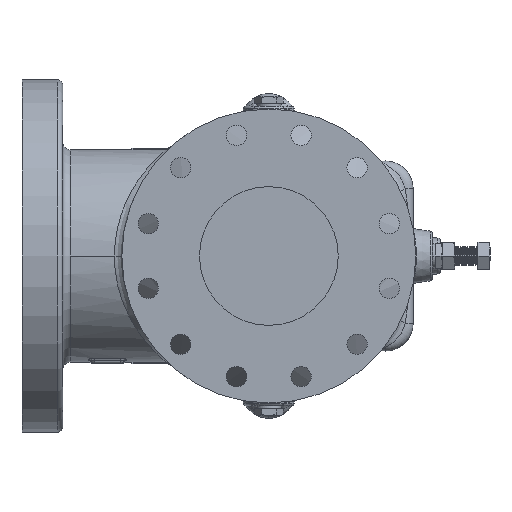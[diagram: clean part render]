
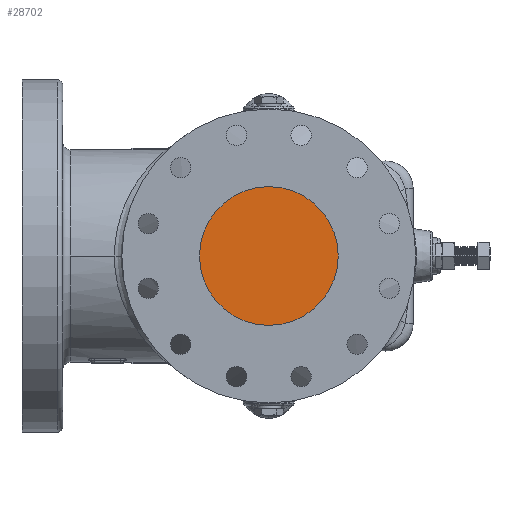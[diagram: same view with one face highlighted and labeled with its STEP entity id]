
A CAD part, left-side view. The second image highlights one B-rep face of the part: STEP entity #28702.
In plain terms, the highlighted planar face has unit normal (-1, 0, 0).
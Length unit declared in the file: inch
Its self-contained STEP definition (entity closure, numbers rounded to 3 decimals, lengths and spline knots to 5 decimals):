
#775 = EDGE_CURVE ( 'NONE', #36817, #56613, #20401, .T. ) ;
#1107 = FACE_OUTER_BOUND ( 'NONE', #14783, .T. ) ;
#5248 = DIRECTION ( 'NONE',  ( 0., -1., 0. ) ) ;
#10212 = CARTESIAN_POINT ( 'NONE',  ( -11.92912, 0., 0. ) ) ;
#11147 = CARTESIAN_POINT ( 'NONE',  ( -11.92912, 0., 0. ) ) ;
#11336 = AXIS2_PLACEMENT_3D ( 'NONE', #10212, #42215, #14684 ) ;
#14345 = CARTESIAN_POINT ( 'NONE',  ( -11.92912, 0., 0. ) ) ;
#14684 = DIRECTION ( 'NONE',  ( 0., -1., 0. ) ) ;
#14783 = EDGE_LOOP ( 'NONE', ( #20754, #24027 ) ) ;
#20401 = CIRCLE ( 'NONE', #11336, 2.95276 ) ;
#20754 = ORIENTED_EDGE ( 'NONE', *, *, #27839, .T. ) ;
#20797 = DIRECTION ( 'NONE',  ( 0., -1., 0. ) ) ;
#22485 = AXIS2_PLACEMENT_3D ( 'NONE', #11147, #47940, #20797 ) ;
#24027 = ORIENTED_EDGE ( 'NONE', *, *, #775, .T. ) ;
#27839 = EDGE_CURVE ( 'NONE', #56613, #36817, #37947, .T. ) ;
#28702 = ADVANCED_FACE ( 'NONE', ( #1107 ), #30164, .T. ) ;
#30164 = PLANE ( 'NONE',  #22485 ) ;
#36817 = VERTEX_POINT ( 'NONE', #38101 ) ;
#36998 = DIRECTION ( 'NONE',  ( -1., 0., 0. ) ) ;
#37947 = CIRCLE ( 'NONE', #58937, 2.95276 ) ;
#38101 = CARTESIAN_POINT ( 'NONE',  ( -11.92912, 2.95276, 0. ) ) ;
#41726 = CARTESIAN_POINT ( 'NONE',  ( -11.92912, -2.95276, 0. ) ) ;
#42215 = DIRECTION ( 'NONE',  ( -1., 0., 0. ) ) ;
#47940 = DIRECTION ( 'NONE',  ( -1., 0., 0. ) ) ;
#56613 = VERTEX_POINT ( 'NONE', #41726 ) ;
#58937 = AXIS2_PLACEMENT_3D ( 'NONE', #14345, #36998, #5248 ) ;
